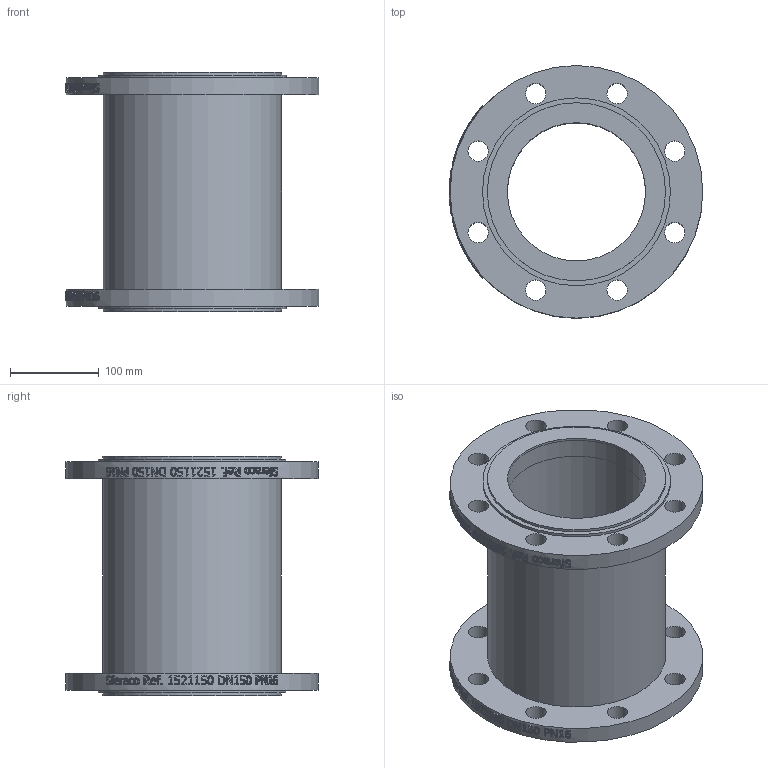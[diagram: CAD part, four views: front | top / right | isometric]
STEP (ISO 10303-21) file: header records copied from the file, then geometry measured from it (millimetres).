
FILE_DESCRIPTION(/* description */ ('1521150'),/* implementation_level */ '2;1');
FILE_NAME(/* name */ '1521150.stp',/* time_stamp */ '2017-01-24T13:58:33+01:00',/* author */ ('jmorand'),/* organization */ ('Sferaco'),/* preprocessor_version */ 'ST-DEVELOPER v16.5',/* originating_system */ 'Autodesk Inventor 2017',/* authorisation */ '');
FILE_SCHEMA (('AUTOMOTIVE_DESIGN { 1 0 10303 214 3 1 1 }'));
Length unit declared in the file: millimetre
Products named in the file (3): 1521150_ens; 1521150_soufflet; 1521150_bride
Assembly tree (3 placements, depth 2):
  1521150_ens
    1521150_soufflet
    1521150_bride  x2
Bounding box: 286 x 285 x 270 mm (x, y, z)
Volume: 4521513.7 mm3; surface area: 619488.9 mm2
Topology: 3 solids, 3 shells, 908 faces, 2468 edges, 1646 vertices
Faces by surface type: bspline 434, plane 372, cylinder 102
Full cylindrical faces by diameter (mm): 23 x16, 156 x1, 157.2 x4, 201 x3, 212 x2, 285 x2
Entity records: 19980 total; most frequent: CARTESIAN_POINT 9603, ORIENTED_EDGE 2450, DIRECTION 1507, EDGE_CURVE 1225, VERTEX_POINT 828, LINE 577, VECTOR 577, EDGE_LOOP 539
